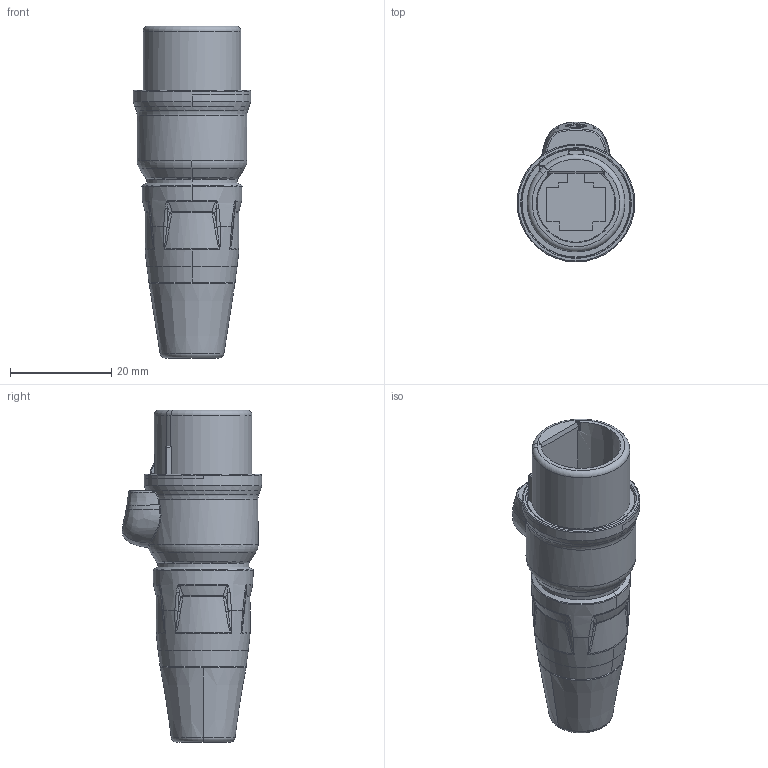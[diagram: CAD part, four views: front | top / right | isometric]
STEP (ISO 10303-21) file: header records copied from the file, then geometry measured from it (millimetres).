
FILE_DESCRIPTION((''),'2;1');
FILE_NAME('30011467','2024-07-30T14:30:46',('summer.xia'),(''),'CREO PARAMETRIC BY PTC INC, 2023424','CREO PARAMETRIC BY PTC INC, 2023424','');
FILE_SCHEMA(('CONFIG_CONTROL_DESIGN'));
Length unit declared in the file: millimetre
Products named in the file (1): 30011467
Bounding box: 23.28 x 27.69 x 65.7 mm (x, y, z)
Volume: 16375.2 mm3; surface area: 5506.9 mm2
Topology: 1 solids, 1 shells, 306 faces, 769 edges, 482 vertices
Faces by surface type: bspline 117, plane 65, cylinder 47, torus 42, cone 33, sphere 2
Entity records: 16376 total; most frequent: CARTESIAN_POINT 10053, ORIENTED_EDGE 1520, DIRECTION 1010, EDGE_CURVE 760, VERTEX_POINT 464, AXIS2_PLACEMENT_3D 412, B_SPLINE_CURVE_WITH_KNOTS 366, EDGE_LOOP 314
